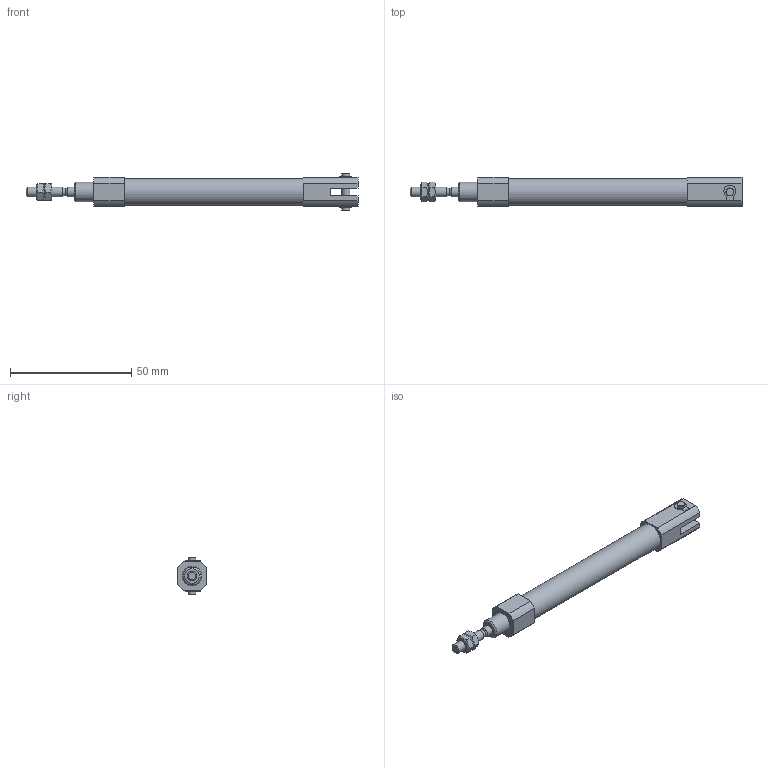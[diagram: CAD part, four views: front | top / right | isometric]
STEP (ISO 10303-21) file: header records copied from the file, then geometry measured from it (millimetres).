
FILE_DESCRIPTION( ( 'STEP AP203' ), '1' );
FILE_NAME( 'CDJ2D10-50-B(0_1_0).stp', '2020-12-04T11:17:43', ( 'License CC BY-ND 4.0' ), ( 'CADENAS' ), ' ', 'PARTsolutions', ' ' );
FILE_SCHEMA( ( 'CONFIG_CONTROL_DESIGN' ) );
Length unit declared in the file: millimetre
Products named in the file (5): CDJ2D10-50-B(0_1_0); _CJ2D10-50-B(1_0)_BODY; _CJ2D10-50(1)_ROD; _CJ2_NTJ-010A; _CJ2_CD-J010
Assembly tree (5 placements, depth 2):
  CDJ2D10-50-B(0_1_0)
    _CJ2D10-50-B(1_0)_BODY
    _CJ2D10-50(1)_ROD
    _CJ2_NTJ-010A  x2
    _CJ2_CD-J010
Bounding box: 137 x 12 x 15.2 mm (x, y, z)
Volume: 8720.4 mm3; surface area: 9095.3 mm2
Topology: 5 solids, 5 shells, 100 faces, 222 edges, 145 vertices
Faces by surface type: plane 52, cylinder 30, cone 18
Full cylindrical faces by diameter (mm): 3 x2, 3.242 x2, 3.3 x6, 4 x3, 4.134 x2, 8 x1, 10 x2, 11 x1
Entity records: 2498 total; most frequent: CARTESIAN_POINT 524, DIRECTION 392, ORIENTED_EDGE 306, AXIS2_PLACEMENT_3D 162, EDGE_CURVE 153, EDGE_LOOP 138, VERTEX_POINT 118, FACE_OUTER_BOUND 105
